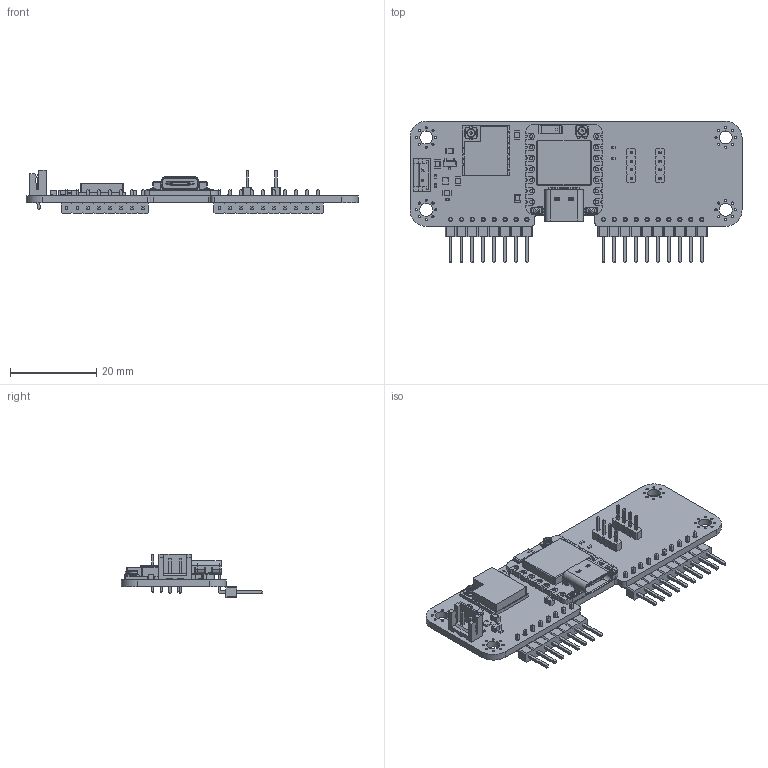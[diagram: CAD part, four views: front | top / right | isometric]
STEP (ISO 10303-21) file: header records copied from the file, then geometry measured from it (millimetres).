
FILE_DESCRIPTION(('FreeCAD Model'),'2;1');
FILE_NAME('Open CASCADE Shape Model','2025-07-20T17:58:24',('Author'),( ''),'Open CASCADE STEP processor 7.8','FreeCAD','Unknown');
FILE_SCHEMA(('AUTOMOTIVE_DESIGN { 1 0 10303 214 1 1 1 1 }'));
Length unit declared in the file: millimetre
Products named in the file (4): Meshimi; PCB; Modules; Components
Assembly tree (3 placements, depth 2):
  Meshimi
    PCB
    Modules
    Components
Bounding box: 77.2 x 32.87 x 10.15 mm (x, y, z)
Volume: 4348 mm3; surface area: 8424 mm2
Topology: 68 solids, 68 shells, 2513 faces, 6435 edges, 4120 vertices
Faces by surface type: plane 1886, cylinder 513, torus 37, bspline 35, sphere 27, cone 15
Full cylindrical faces by diameter (mm): 0.181 x1, 0.2 x1, 0.5 x35, 0.6 x2, 0.75 x14, 0.8 x8, 1 x20, 1.524 x8, 1.65 x1, 1.9 x1, 2 x2, 3 x4
Entity records: 76033 total; most frequent: CARTESIAN_POINT 13698, ORIENTED_EDGE 12776, DIRECTION 12422, EDGE_CURVE 6388, LINE 5222, VECTOR 5222, VERTEX_POINT 4111, AXIS2_PLACEMENT_3D 3600
